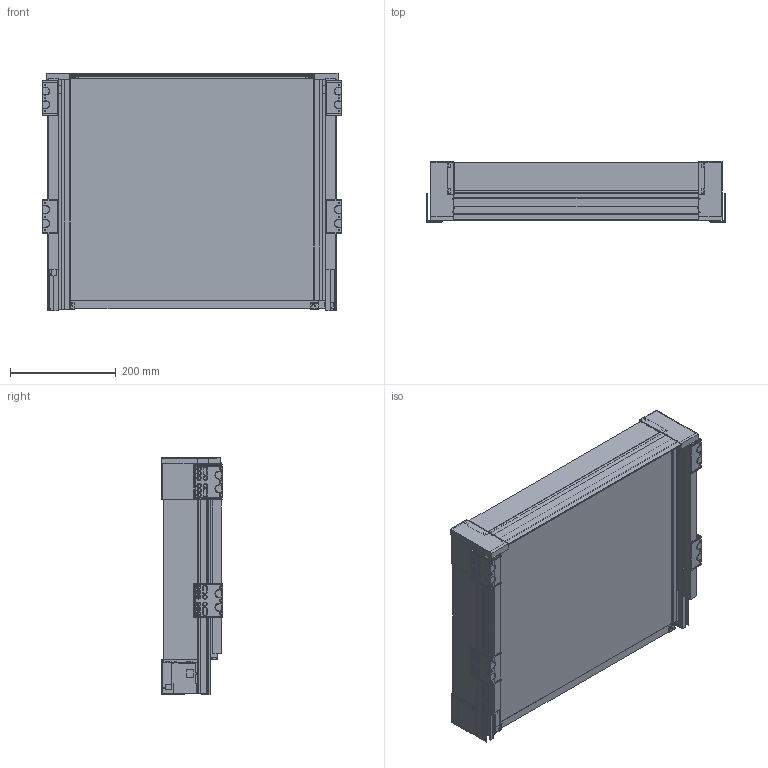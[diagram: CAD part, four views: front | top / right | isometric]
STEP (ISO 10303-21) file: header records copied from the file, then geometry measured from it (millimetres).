
FILE_DESCRIPTION(/* description */ (''),/* implementation_level */ '2;1');
FILE_NAME(/* name */ 'AXIS PRO GLASS 84_450_inner_glass_drawer.stp',/* time_stamp */ '2023-08-08T14:11:31+02:00',/* author */ ('tomaszw'),/* organization */ (''),/* preprocessor_version */ 'ST-DEVELOPER v19.2',/* originating_system */ 'Autodesk Inventor 2023',/* authorisation */ '');
FILE_SCHEMA (('AUTOMOTIVE_DESIGN { 1 0 10303 214 3 1 1 }'));
Products named in the file (2): AXIS PRO GLASS; AXIS PRO GLASS_84_450 sz.wew_szkło
Assembly tree (1 placements, depth 2):
  AXIS PRO GLASS
    AXIS PRO GLASS_84_450 sz.wew_szkło
Bounding box: 564 x 114.7 x 448.7 mm (x, y, z)
Volume: 5473133.8 mm3; surface area: 1441222.3 mm2
Topology: 55 solids, 55 shells, 3442 faces, 9494 edges, 6200 vertices
Faces by surface type: plane 2325, cylinder 664, bspline 266, cone 84, sphere 83, torus 20
Full cylindrical faces by diameter (mm): 2.4 x2, 2.8 x4, 2.9 x2, 3.2 x56, 3.8 x2, 4 x11, 5.2 x4, 6.3 x32, 7 x4, 7.5 x2, 8.5 x6, 8.8 x12, 10 x12, 10.4 x6
Entity records: 192156 total; most frequent: CARTESIAN_POINT 102424, ORIENTED_EDGE 18956, DIRECTION 16203, EDGE_CURVE 9478, LINE 7089, VECTOR 7089, VERTEX_POINT 6224, AXIS2_PLACEMENT_3D 4557
